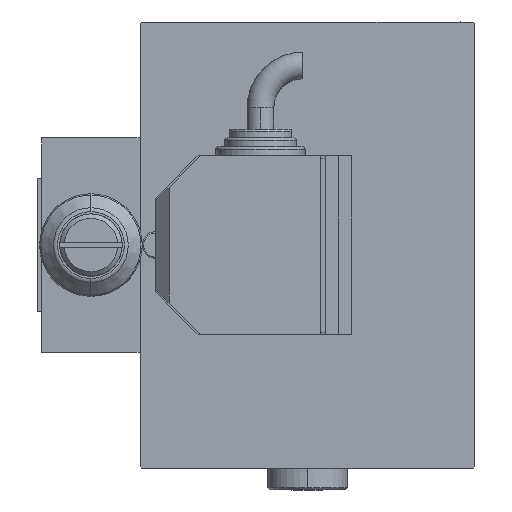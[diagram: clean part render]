
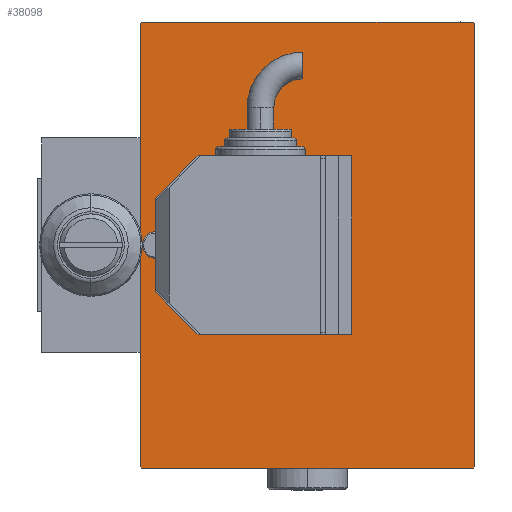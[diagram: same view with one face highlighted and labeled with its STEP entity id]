
A CAD part, left-side view. The second image highlights one B-rep face of the part: STEP entity #38098.
In plain terms, the highlighted face is planar.
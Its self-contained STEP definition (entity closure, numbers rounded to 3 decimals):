
#1619 = ORIENTED_EDGE ( 'NONE', *, *, #18160, .T. ) ;
#2269 = DIRECTION ( 'NONE',  ( 0., -0.707, -0.707 ) ) ;
#3019 = CARTESIAN_POINT ( 'NONE',  ( 153., -37.2, -50. ) ) ;
#3295 = DIRECTION ( 'NONE',  ( 0., 1., 0. ) ) ;
#3527 = ORIENTED_EDGE ( 'NONE', *, *, #36843, .T. ) ;
#4136 = EDGE_CURVE ( 'NONE', #40219, #26498, #42122, .T. ) ;
#4660 = PLANE ( 'NONE',  #29385 ) ;
#4907 = CARTESIAN_POINT ( 'NONE',  ( 153., 0., 0. ) ) ;
#8442 = DIRECTION ( 'NONE',  ( 1., 0., 0. ) ) ;
#8694 = DIRECTION ( 'NONE',  ( 0., 0., -1. ) ) ;
#9135 = ORIENTED_EDGE ( 'NONE', *, *, #21206, .T. ) ;
#9187 = ORIENTED_EDGE ( 'NONE', *, *, #25420, .T. ) ;
#9760 = CARTESIAN_POINT ( 'NONE',  ( 153., -37.5, -49.7 ) ) ;
#10820 = LINE ( 'NONE', #30289, #44209 ) ;
#11983 = CARTESIAN_POINT ( 'NONE',  ( 153., -37.5, 49.7 ) ) ;
#12970 = FACE_OUTER_BOUND ( 'NONE', #34172, .T. ) ;
#13780 = LINE ( 'NONE', #25889, #35795 ) ;
#14327 = VECTOR ( 'NONE', #3295, 1000. ) ;
#16797 = LINE ( 'NONE', #31982, #30149 ) ;
#17920 = CARTESIAN_POINT ( 'NONE',  ( 153., 37.2, 50. ) ) ;
#18160 = EDGE_CURVE ( 'NONE', #30522, #20760, #38683, .T. ) ;
#19764 = LINE ( 'NONE', #35198, #27444 ) ;
#19845 = DIRECTION ( 'NONE',  ( 0., 0.707, -0.707 ) ) ;
#20760 = VERTEX_POINT ( 'NONE', #40033 ) ;
#21195 = LINE ( 'NONE', #21454, #39118 ) ;
#21206 = EDGE_CURVE ( 'NONE', #26498, #30522, #10820, .T. ) ;
#21454 = CARTESIAN_POINT ( 'NONE',  ( 153., -43.6, 43.6 ) ) ;
#23122 = VECTOR ( 'NONE', #25004, 1000. ) ;
#24081 = CARTESIAN_POINT ( 'NONE',  ( 153., 37.5, -49.7 ) ) ;
#24492 = CARTESIAN_POINT ( 'NONE',  ( 153., 37.5, 50. ) ) ;
#25004 = DIRECTION ( 'NONE',  ( 0., -1., 0. ) ) ;
#25242 = CARTESIAN_POINT ( 'NONE',  ( 153., 37.2, -50. ) ) ;
#25420 = EDGE_CURVE ( 'NONE', #37987, #49702, #19764, .T. ) ;
#25889 = CARTESIAN_POINT ( 'NONE',  ( 153., 43.6, -43.6 ) ) ;
#26207 = VECTOR ( 'NONE', #46390, 1000. ) ;
#26498 = VERTEX_POINT ( 'NONE', #40669 ) ;
#26501 = VERTEX_POINT ( 'NONE', #3019 ) ;
#26775 = LINE ( 'NONE', #42681, #14327 ) ;
#27444 = VECTOR ( 'NONE', #31415, 1000. ) ;
#29112 = ORIENTED_EDGE ( 'NONE', *, *, #49573, .T. ) ;
#29385 = AXIS2_PLACEMENT_3D ( 'NONE', #4907, #8442, #8694 ) ;
#30149 = VECTOR ( 'NONE', #19845, 1000. ) ;
#30289 = CARTESIAN_POINT ( 'NONE',  ( 153., 43.6, 43.6 ) ) ;
#30290 = ORIENTED_EDGE ( 'NONE', *, *, #4136, .T. ) ;
#30522 = VERTEX_POINT ( 'NONE', #17920 ) ;
#31415 = DIRECTION ( 'NONE',  ( 0., 0., -1. ) ) ;
#31982 = CARTESIAN_POINT ( 'NONE',  ( 153., -43.6, -43.6 ) ) ;
#34172 = EDGE_LOOP ( 'NONE', ( #29112, #3527, #30290, #9135, #1619, #38789, #9187, #47467 ) ) ;
#35198 = CARTESIAN_POINT ( 'NONE',  ( 153., -37.5, 50. ) ) ;
#35790 = EDGE_CURVE ( 'NONE', #49702, #26501, #16797, .T. ) ;
#35795 = VECTOR ( 'NONE', #48618, 1000. ) ;
#36843 = EDGE_CURVE ( 'NONE', #38667, #40219, #13780, .T. ) ;
#37987 = VERTEX_POINT ( 'NONE', #11983 ) ;
#38098 = ADVANCED_FACE ( 'NONE', ( #12970 ), #4660, .T. ) ;
#38586 = CARTESIAN_POINT ( 'NONE',  ( 153., 37.5, -50. ) ) ;
#38657 = EDGE_CURVE ( 'NONE', #20760, #37987, #21195, .T. ) ;
#38667 = VERTEX_POINT ( 'NONE', #25242 ) ;
#38683 = LINE ( 'NONE', #24492, #23122 ) ;
#38789 = ORIENTED_EDGE ( 'NONE', *, *, #38657, .T. ) ;
#39118 = VECTOR ( 'NONE', #2269, 1000. ) ;
#40033 = CARTESIAN_POINT ( 'NONE',  ( 153., -37.2, 50. ) ) ;
#40219 = VERTEX_POINT ( 'NONE', #24081 ) ;
#40669 = CARTESIAN_POINT ( 'NONE',  ( 153., 37.5, 49.7 ) ) ;
#42122 = LINE ( 'NONE', #38586, #26207 ) ;
#42681 = CARTESIAN_POINT ( 'NONE',  ( 153., -37.5, -50. ) ) ;
#44209 = VECTOR ( 'NONE', #48970, 1000. ) ;
#46390 = DIRECTION ( 'NONE',  ( 0., 0., 1. ) ) ;
#47467 = ORIENTED_EDGE ( 'NONE', *, *, #35790, .T. ) ;
#48618 = DIRECTION ( 'NONE',  ( 0., 0.707, 0.707 ) ) ;
#48970 = DIRECTION ( 'NONE',  ( 0., -0.707, 0.707 ) ) ;
#49573 = EDGE_CURVE ( 'NONE', #26501, #38667, #26775, .T. ) ;
#49702 = VERTEX_POINT ( 'NONE', #9760 ) ;
